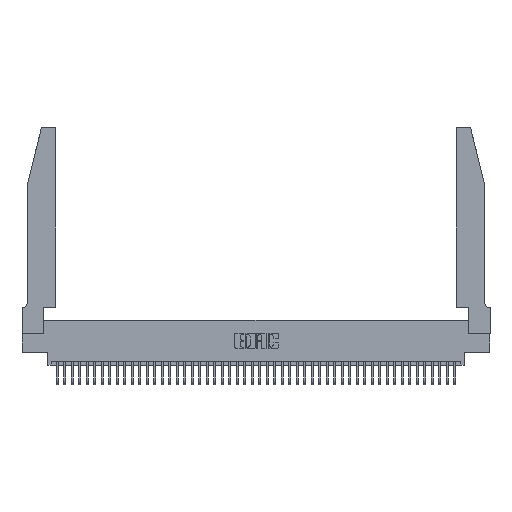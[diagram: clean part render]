
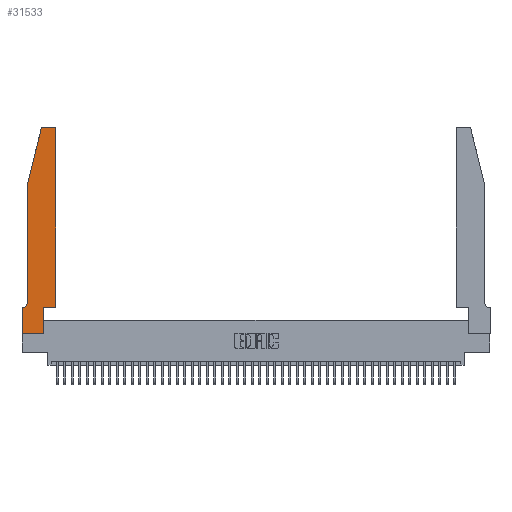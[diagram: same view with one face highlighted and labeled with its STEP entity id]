
A CAD part, top view. The second image highlights one B-rep face of the part: STEP entity #31533.
In plain terms, the highlighted planar face has unit normal (0, 0, 1).
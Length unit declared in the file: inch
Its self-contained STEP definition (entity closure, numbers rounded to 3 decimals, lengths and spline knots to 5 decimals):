
#387 = LINE ( 'NONE', #44204, #38171 ) ;
#1019 = CARTESIAN_POINT ( 'NONE',  ( 0.2865, 0.35, 0.37 ) ) ;
#2225 = DIRECTION ( 'NONE',  ( 1., 0., 0. ) ) ;
#3047 = ORIENTED_EDGE ( 'NONE', *, *, #38844, .T. ) ;
#3288 = ORIENTED_EDGE ( 'NONE', *, *, #16653, .T. ) ;
#3910 = ORIENTED_EDGE ( 'NONE', *, *, #19246, .T. ) ;
#4014 = PLANE ( 'NONE',  #27901 ) ;
#4149 = CIRCLE ( 'NONE', #10263, 0.07 ) ;
#4535 = CIRCLE ( 'NONE', #35037, 0.03 ) ;
#4849 = DIRECTION ( 'NONE',  ( 0., -1., 0. ) ) ;
#6211 = CARTESIAN_POINT ( 'NONE',  ( 0.4505, 2.72, 0.37 ) ) ;
#6325 = LINE ( 'NONE', #1019, #13813 ) ;
#7753 = VERTEX_POINT ( 'NONE', #41628 ) ;
#8443 = CARTESIAN_POINT ( 'NONE',  ( 0.284, 2.75, 0.37 ) ) ;
#8468 = CARTESIAN_POINT ( 'NONE',  ( 0.4505, 0.35, 0.37 ) ) ;
#8492 = VECTOR ( 'NONE', #43465, 39.37008 ) ;
#8660 = ORIENTED_EDGE ( 'NONE', *, *, #16156, .T. ) ;
#9490 = VERTEX_POINT ( 'NONE', #25004 ) ;
#9765 = DIRECTION ( 'NONE',  ( 1., 0., 0. ) ) ;
#10263 = AXIS2_PLACEMENT_3D ( 'NONE', #43770, #22025, #14712 ) ;
#10471 = CARTESIAN_POINT ( 'NONE',  ( 0.4205, 2.75, 0.37 ) ) ;
#11480 = DIRECTION ( 'NONE',  ( 1., 0., 0. ) ) ;
#12911 = VECTOR ( 'NONE', #9765, 39.37008 ) ;
#13813 = VECTOR ( 'NONE', #23062, 39.37008 ) ;
#14712 = DIRECTION ( 'NONE',  ( -1., 0., 0. ) ) ;
#15251 = CARTESIAN_POINT ( 'NONE',  ( 0.2605, 2.75, 0.37 ) ) ;
#15748 = VERTEX_POINT ( 'NONE', #19712 ) ;
#16156 = EDGE_CURVE ( 'NONE', #20787, #27066, #31380, .T. ) ;
#16653 = EDGE_CURVE ( 'NONE', #15748, #20574, #18198, .T. ) ;
#16927 = EDGE_CURVE ( 'NONE', #27066, #22961, #35823, .T. ) ;
#17191 = ORIENTED_EDGE ( 'NONE', *, *, #36298, .T. ) ;
#17372 = CARTESIAN_POINT ( 'NONE',  ( 0.284, 2.72, 0.37 ) ) ;
#17862 = CARTESIAN_POINT ( 'NONE',  ( 0.4505, 0.35, 0.37 ) ) ;
#18198 = LINE ( 'NONE', #17862, #8492 ) ;
#18519 = VERTEX_POINT ( 'NONE', #46719 ) ;
#18797 = DIRECTION ( 'NONE',  ( 0., -1., 0. ) ) ;
#19246 = EDGE_CURVE ( 'NONE', #22677, #19734, #27126, .T. ) ;
#19712 = CARTESIAN_POINT ( 'NONE',  ( 0.4505, 0.35, 0.37 ) ) ;
#19734 = VERTEX_POINT ( 'NONE', #8443 ) ;
#20431 = ORIENTED_EDGE ( 'NONE', *, *, #45248, .T. ) ;
#20541 = VECTOR ( 'NONE', #30065, 39.37008 ) ;
#20574 = VERTEX_POINT ( 'NONE', #6211 ) ;
#20787 = VERTEX_POINT ( 'NONE', #29405 ) ;
#21088 = DIRECTION ( 'NONE',  ( 1., 0., 0. ) ) ;
#21332 = CARTESIAN_POINT ( 'NONE',  ( 0.2865, 0.35, 0.37 ) ) ;
#22025 = DIRECTION ( 'NONE',  ( 0., 0., -1. ) ) ;
#22677 = VERTEX_POINT ( 'NONE', #10471 ) ;
#22961 = VERTEX_POINT ( 'NONE', #27058 ) ;
#23062 = DIRECTION ( 'NONE',  ( 0., 1., 0. ) ) ;
#23140 = CARTESIAN_POINT ( 'NONE',  ( 0.0755, 2., 0.37 ) ) ;
#23618 = VECTOR ( 'NONE', #29142, 39.37008 ) ;
#24252 = DIRECTION ( 'NONE',  ( 0., 0., 1. ) ) ;
#24375 = VERTEX_POINT ( 'NONE', #21332 ) ;
#24681 = EDGE_CURVE ( 'NONE', #18519, #24375, #6325, .T. ) ;
#25004 = CARTESIAN_POINT ( 'NONE',  ( 0., 0.35, 0.37 ) ) ;
#26866 = DIRECTION ( 'NONE',  ( 1., 0., 0. ) ) ;
#27058 = CARTESIAN_POINT ( 'NONE',  ( 0.0755, 0.42, 0.37 ) ) ;
#27066 = VERTEX_POINT ( 'NONE', #46454 ) ;
#27126 = LINE ( 'NONE', #15251, #35586 ) ;
#27901 = AXIS2_PLACEMENT_3D ( 'NONE', #29667, #33302, #11480 ) ;
#28649 = ORIENTED_EDGE ( 'NONE', *, *, #35383, .T. ) ;
#29142 = DIRECTION ( 'NONE',  ( -1., 0., 0. ) ) ;
#29405 = CARTESIAN_POINT ( 'NONE',  ( 0.25487, 2.72718, 0.37 ) ) ;
#29667 = CARTESIAN_POINT ( 'NONE',  ( 0., 0.35, 0.37 ) ) ;
#30065 = DIRECTION ( 'NONE',  ( -0.239, -0.971, 0. ) ) ;
#30934 = CIRCLE ( 'NONE', #34002, 0.03 ) ;
#31285 = ORIENTED_EDGE ( 'NONE', *, *, #33047, .T. ) ;
#31380 = LINE ( 'NONE', #37175, #20541 ) ;
#31533 = ADVANCED_FACE ( 'NONE', ( #44590 ), #4014, .T. ) ;
#31617 = CARTESIAN_POINT ( 'NONE',  ( 0., 0., 0.37 ) ) ;
#32928 = CARTESIAN_POINT ( 'NONE',  ( 0.0755, 0.35, 0.37 ) ) ;
#33047 = EDGE_CURVE ( 'NONE', #20574, #22677, #30934, .T. ) ;
#33302 = DIRECTION ( 'NONE',  ( 0., 0., 1. ) ) ;
#34002 = AXIS2_PLACEMENT_3D ( 'NONE', #45968, #24252, #2225 ) ;
#34402 = LINE ( 'NONE', #32928, #23618 ) ;
#35037 = AXIS2_PLACEMENT_3D ( 'NONE', #17372, #42848, #21088 ) ;
#35039 = EDGE_LOOP ( 'NONE', ( #3910, #35559, #8660, #44389, #17191, #20431, #3047, #28649, #36619, #37709, #3288, #31285 ) ) ;
#35383 = EDGE_CURVE ( 'NONE', #35713, #18519, #43081, .T. ) ;
#35559 = ORIENTED_EDGE ( 'NONE', *, *, #38038, .T. ) ;
#35586 = VECTOR ( 'NONE', #44304, 39.37008 ) ;
#35713 = VERTEX_POINT ( 'NONE', #40644 ) ;
#35823 = LINE ( 'NONE', #23140, #44340 ) ;
#36298 = EDGE_CURVE ( 'NONE', #22961, #7753, #4149, .T. ) ;
#36618 = VECTOR ( 'NONE', #26866, 39.37008 ) ;
#36619 = ORIENTED_EDGE ( 'NONE', *, *, #24681, .T. ) ;
#37175 = CARTESIAN_POINT ( 'NONE',  ( 0.0755, 2., 0.37 ) ) ;
#37709 = ORIENTED_EDGE ( 'NONE', *, *, #46074, .T. ) ;
#38038 = EDGE_CURVE ( 'NONE', #19734, #20787, #4535, .T. ) ;
#38171 = VECTOR ( 'NONE', #18797, 39.37008 ) ;
#38844 = EDGE_CURVE ( 'NONE', #9490, #35713, #387, .T. ) ;
#40644 = CARTESIAN_POINT ( 'NONE',  ( 0., 0., 0.37 ) ) ;
#41628 = CARTESIAN_POINT ( 'NONE',  ( 0.0055, 0.35, 0.37 ) ) ;
#42848 = DIRECTION ( 'NONE',  ( 0., 0., 1. ) ) ;
#43081 = LINE ( 'NONE', #31617, #12911 ) ;
#43465 = DIRECTION ( 'NONE',  ( 0., 1., 0. ) ) ;
#43770 = CARTESIAN_POINT ( 'NONE',  ( 0.0055, 0.42, 0.37 ) ) ;
#44204 = CARTESIAN_POINT ( 'NONE',  ( 0., 0., 0.37 ) ) ;
#44304 = DIRECTION ( 'NONE',  ( -1., 0., 0. ) ) ;
#44340 = VECTOR ( 'NONE', #4849, 39.37008 ) ;
#44389 = ORIENTED_EDGE ( 'NONE', *, *, #16927, .T. ) ;
#44590 = FACE_OUTER_BOUND ( 'NONE', #35039, .T. ) ;
#45081 = LINE ( 'NONE', #8468, #36618 ) ;
#45248 = EDGE_CURVE ( 'NONE', #7753, #9490, #34402, .T. ) ;
#45968 = CARTESIAN_POINT ( 'NONE',  ( 0.4205, 2.72, 0.37 ) ) ;
#46074 = EDGE_CURVE ( 'NONE', #24375, #15748, #45081, .T. ) ;
#46454 = CARTESIAN_POINT ( 'NONE',  ( 0.0755, 2., 0.37 ) ) ;
#46719 = CARTESIAN_POINT ( 'NONE',  ( 0.2865, 0., 0.37 ) ) ;
